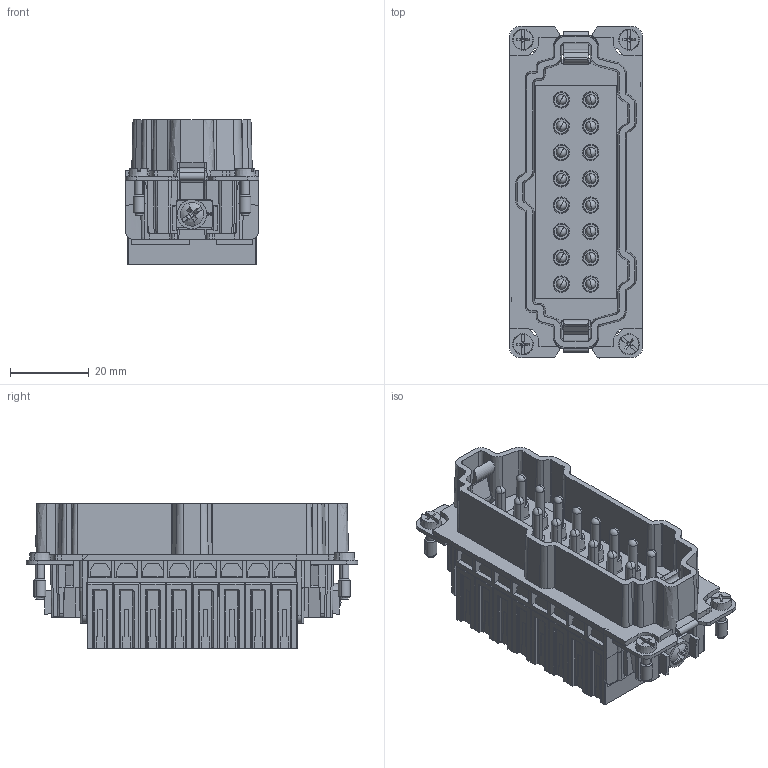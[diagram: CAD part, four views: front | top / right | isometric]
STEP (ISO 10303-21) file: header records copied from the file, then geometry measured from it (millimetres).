
FILE_DESCRIPTION(('CATIA V5 STEP Exchange','CAx-IF Rec.Pracs.--- Model Styling and Organization---1.5--- 2016-08-15','CAx-IF Rec.Pracs.---Supplemental Geometry---1.0---2011-11-01','CAx-IF Rec.Pracs.--- Composite Materials ---1.1---2010-07-15'),'2;1');
FILE_NAME ('D1463123_4', '2024-11-22T07:41:29+00:00', ('none'), ('Weidmueller'), 'CATIA Version 5-6 Release 2022 SP4 HF5', 'CATIA V5 STEP AP214 v3', 'none');
FILE_SCHEMA(('AUTOMOTIVE_DESIGN { 1 0 10303 214 1 1 1 1 }'));
Products named in the file (1): 2535090000
Bounding box: 34 x 84.5 x 36.9 mm (x, y, z)
Volume: 48600.2 mm3; surface area: 31621.2 mm2
Topology: 1 solids, 33 shells, 3852 faces, 10818 edges, 7086 vertices
Faces by surface type: plane 2103, cylinder 1216, cone 305, torus 120, extrusion 58, bspline 32, sphere 18
Entity records: 122878 total; most frequent: CARTESIAN_POINT 27379, ORIENTED_EDGE 21582, DIRECTION 14948, EDGE_CURVE 10791, VERTEX_POINT 7086, VECTOR 6788, LINE 6730, AXIS2_PLACEMENT_3D 5459
